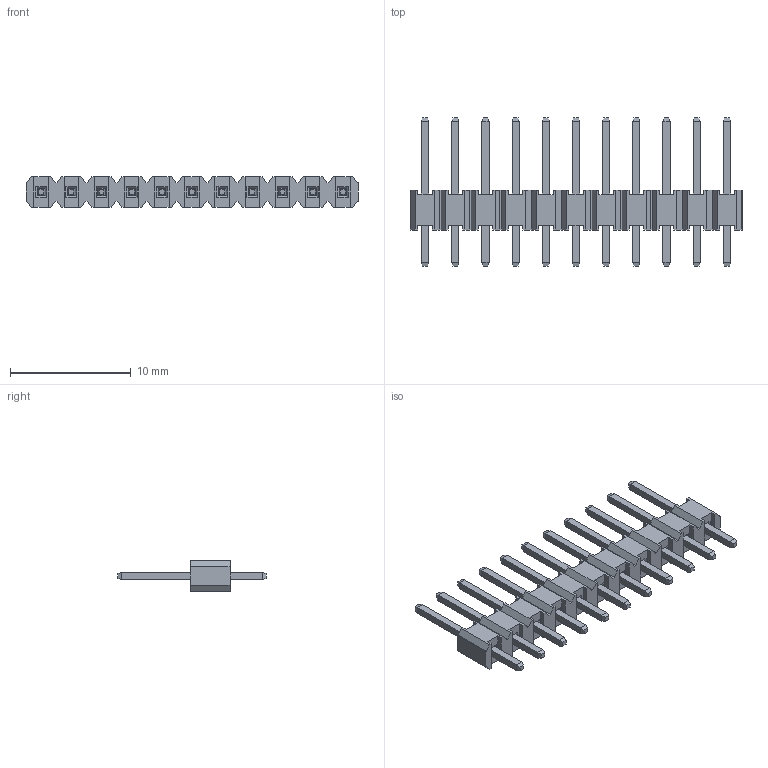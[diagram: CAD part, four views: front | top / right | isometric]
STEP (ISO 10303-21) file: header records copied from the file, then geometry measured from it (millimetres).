
FILE_DESCRIPTION( ('This file contains a STEP AP42 implementation' ,'as created by ZW3D STEP Interface translator.') ,'2;1' );
FILE_NAME( '1733-11XXXXS123XXXX.stp' ,'23 320.1425 4', (''), ('ZWCAD Software Co.'), 'Version 1.0', 'ZW3D to STEP translator', '' );
FILE_SCHEMA(('AUTOMOTIVE_DESIGN { 1 0 10303 214 1 1 1 1 }'));
Length unit declared in the file: millimetre
Products named in the file (2): 0; 1733-1120XXS123XXXX
Bounding box: 27.5 x 12.3 x 2.5 mm (x, y, z)
Volume: 218.9 mm3; surface area: 758.9 mm2
Topology: 12 solids, 12 shells, 424 faces, 1068 edges, 668 vertices
Faces by surface type: plane 424
Entity records: 12739 total; most frequent: CARTESIAN_POINT 2161, ORIENTED_EDGE 2136, DIRECTION 1918, VECTOR 1068, LINE 1068, EDGE_CURVE 1068, VERTEX_POINT 668, EDGE_LOOP 446
